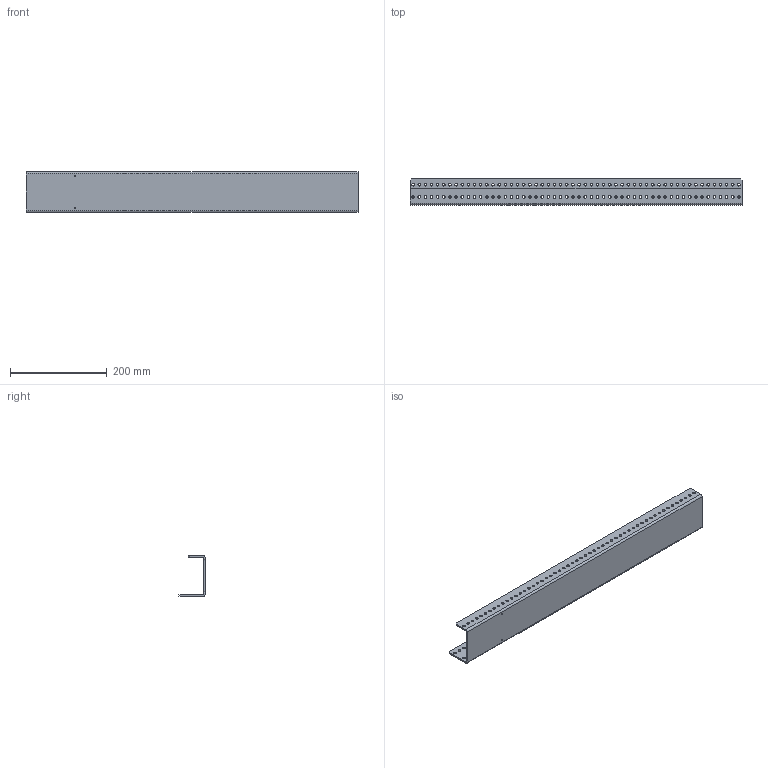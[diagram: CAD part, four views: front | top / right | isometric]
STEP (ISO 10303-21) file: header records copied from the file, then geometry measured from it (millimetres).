
FILE_DESCRIPTION(/* description */ (''),/* implementation_level */ '2;1');
FILE_NAME(/* name */ 'AM14U3 End Sheet Square.ipt.stp',/* time_stamp */ '2016-01-07T16:38:31-08:00',/* author */ ('PhillipD'),/* organization */ (''),/* preprocessor_version */ 'ST-DEVELOPER v16.1',/* originating_system */ 'Autodesk Inventor 2016',/* authorisation */ '');
FILE_SCHEMA (('AUTOMOTIVE_DESIGN { 1 0 10303 214 3 1 1 }'));
Length unit declared in the file: inch
Products named in the file (1): AM14U3 End Sheet Square
Bounding box: 685.8 x 53.98 x 84.58 mm (x, y, z)
Volume: 347918.4 mm3; surface area: 233219.9 mm2
Topology: 1 solids, 1 shells, 190 faces, 556 edges, 368 vertices
Faces by surface type: cylinder 170, plane 20
Full cylindrical faces by diameter (mm): 2.54 x2, 5.334 x162
Entity records: 6562 total; most frequent: DIRECTION 1114, CARTESIAN_POINT 951, ORIENTED_EDGE 784, EDGE_LOOP 682, AXIS2_PLACEMENT_3D 531, FACE_BOUND 492, EDGE_CURVE 392, VERTEX_POINT 368
